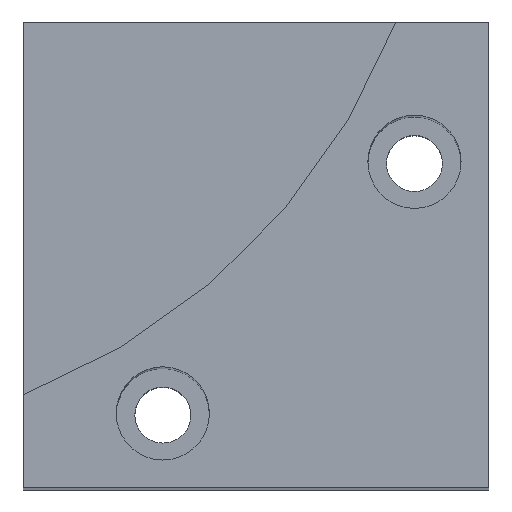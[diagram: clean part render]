
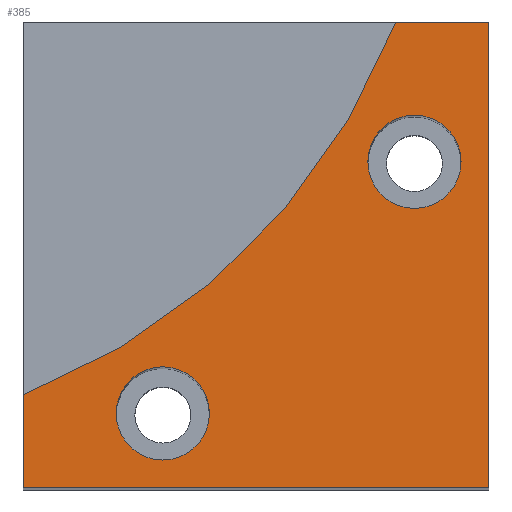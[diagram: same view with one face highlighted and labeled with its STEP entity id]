
A CAD part, top view. The second image highlights one B-rep face of the part: STEP entity #385.
In plain terms, the highlighted planar face has unit normal (0, 0, 1).
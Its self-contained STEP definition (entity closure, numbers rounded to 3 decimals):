
#75=DIRECTION('',(0.,-1.,0.));
#76=VECTOR('',#75,10.);
#77=CARTESIAN_POINT('',(0.,10.,125.));
#78=LINE('',#77,#76);
#79=CARTESIAN_POINT('',(-25.277,75.277,125.));
#80=DIRECTION('',(0.,0.,-1.));
#81=DIRECTION('',(0.933,-0.361,0.));
#82=AXIS2_PLACEMENT_3D('',#79,#80,#81);
#84=DIRECTION('',(-1.,0.,0.));
#85=VECTOR('',#84,10.);
#86=CARTESIAN_POINT('',(50.,50.,125.));
#87=LINE('',#86,#85);
#88=DIRECTION('',(0.,1.,0.));
#89=VECTOR('',#88,50.);
#90=CARTESIAN_POINT('',(50.,0.,125.));
#91=LINE('',#90,#89);
#92=DIRECTION('',(1.,0.,0.));
#93=VECTOR('',#92,50.);
#94=CARTESIAN_POINT('',(0.,0.,125.));
#95=LINE('',#94,#93);
#96=CARTESIAN_POINT('',(15.,8.,125.));
#97=DIRECTION('',(0.,0.,1.));
#98=DIRECTION('',(1.,0.,0.));
#99=AXIS2_PLACEMENT_3D('',#96,#97,#98);
#101=CARTESIAN_POINT('',(15.,8.,125.));
#102=DIRECTION('',(0.,0.,1.));
#103=DIRECTION('',(-1.,0.,0.));
#104=AXIS2_PLACEMENT_3D('',#101,#102,#103);
#106=CARTESIAN_POINT('',(42.,35.,125.));
#107=DIRECTION('',(0.,0.,1.));
#108=DIRECTION('',(1.,0.,0.));
#109=AXIS2_PLACEMENT_3D('',#106,#107,#108);
#111=CARTESIAN_POINT('',(42.,35.,125.));
#112=DIRECTION('',(0.,0.,1.));
#113=DIRECTION('',(-1.,0.,0.));
#114=AXIS2_PLACEMENT_3D('',#111,#112,#113);
#198=CARTESIAN_POINT('',(0.,10.,125.));
#199=CARTESIAN_POINT('',(0.,0.,125.));
#200=VERTEX_POINT('',#198);
#201=VERTEX_POINT('',#199);
#202=CARTESIAN_POINT('',(50.,0.,125.));
#203=VERTEX_POINT('',#202);
#204=CARTESIAN_POINT('',(50.,50.,125.));
#205=VERTEX_POINT('',#204);
#206=CARTESIAN_POINT('',(40.,50.,125.));
#207=VERTEX_POINT('',#206);
#228=CARTESIAN_POINT('',(20.,8.,125.));
#229=CARTESIAN_POINT('',(10.,8.,125.));
#230=VERTEX_POINT('',#228);
#231=VERTEX_POINT('',#229);
#232=CARTESIAN_POINT('',(47.,35.,125.));
#233=CARTESIAN_POINT('',(37.,35.,125.));
#234=VERTEX_POINT('',#232);
#235=VERTEX_POINT('',#233);
#361=CARTESIAN_POINT('',(0.,0.,125.));
#362=DIRECTION('',(0.,0.,1.));
#363=DIRECTION('',(1.,0.,0.));
#364=AXIS2_PLACEMENT_3D('',#361,#362,#363);
#365=PLANE('',#364);
#366=ORIENTED_EDGE('',*,*,#296,.F.);
#367=ORIENTED_EDGE('',*,*,#326,.F.);
#368=ORIENTED_EDGE('',*,*,#339,.F.);
#369=ORIENTED_EDGE('',*,*,#354,.F.);
#370=ORIENTED_EDGE('',*,*,#279,.F.);
#371=EDGE_LOOP('',(#366,#367,#368,#369,#370));
#372=FACE_OUTER_BOUND('',#371,.F.);
#374=ORIENTED_EDGE('',*,*,#373,.T.);
#376=ORIENTED_EDGE('',*,*,#375,.T.);
#377=EDGE_LOOP('',(#374,#376));
#378=FACE_BOUND('',#377,.F.);
#380=ORIENTED_EDGE('',*,*,#379,.T.);
#382=ORIENTED_EDGE('',*,*,#381,.T.);
#383=EDGE_LOOP('',(#380,#382));
#384=FACE_BOUND('',#383,.F.);
#385=ADVANCED_FACE('',(#372,#378,#384),#365,.T.);
#83=CIRCLE('',#82,70.);
#100=CIRCLE('',#99,5.);
#105=CIRCLE('',#104,5.);
#110=CIRCLE('',#109,5.);
#115=CIRCLE('',#114,5.);
#279=EDGE_CURVE('',#201,#203,#95,.T.);
#296=EDGE_CURVE('',#200,#201,#78,.T.);
#326=EDGE_CURVE('',#207,#200,#83,.T.);
#339=EDGE_CURVE('',#205,#207,#87,.T.);
#354=EDGE_CURVE('',#203,#205,#91,.T.);
#373=EDGE_CURVE('',#230,#231,#100,.T.);
#375=EDGE_CURVE('',#231,#230,#105,.T.);
#379=EDGE_CURVE('',#234,#235,#110,.T.);
#381=EDGE_CURVE('',#235,#234,#115,.T.);
